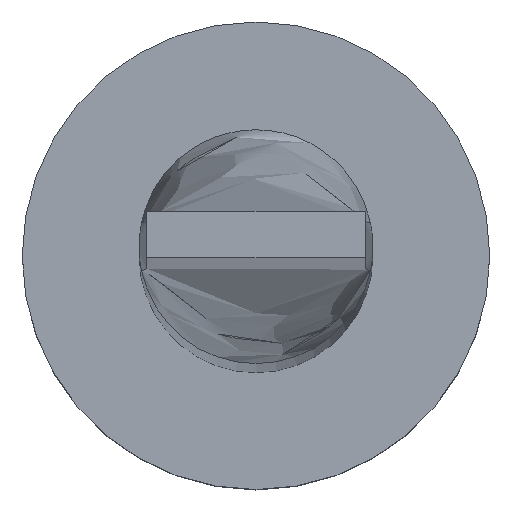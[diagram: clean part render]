
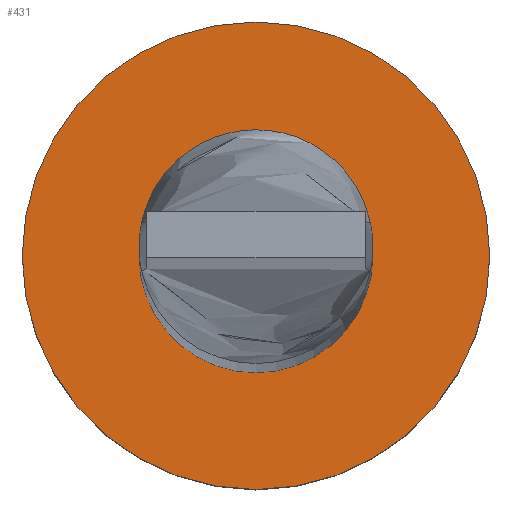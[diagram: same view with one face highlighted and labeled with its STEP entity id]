
A CAD part, top view. The second image highlights one B-rep face of the part: STEP entity #431.
In plain terms, the highlighted planar face has unit normal (0, 0, 1).
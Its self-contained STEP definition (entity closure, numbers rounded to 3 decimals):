
#3 = AXIS2_PLACEMENT_3D ( 'NONE', #159, #293, #203 ) ;
#15 = ORIENTED_EDGE ( 'NONE', *, *, #192, .F. ) ;
#31 = DIRECTION ( 'NONE',  ( 0., 0., 1. ) ) ;
#49 = CIRCLE ( 'NONE', #154, 3. ) ;
#50 = CARTESIAN_POINT ( 'NONE',  ( -3., 0., 3. ) ) ;
#54 = DIRECTION ( 'NONE',  ( 1., 0., 0. ) ) ;
#71 = CARTESIAN_POINT ( 'NONE',  ( 0., 0., 3. ) ) ;
#83 = VERTEX_POINT ( 'NONE', #171 ) ;
#87 = CARTESIAN_POINT ( 'NONE',  ( 0., 0., 3. ) ) ;
#116 = DIRECTION ( 'NONE',  ( 1., 0., 0. ) ) ;
#123 = ORIENTED_EDGE ( 'NONE', *, *, #284, .T. ) ;
#147 = EDGE_LOOP ( 'NONE', ( #123, #260 ) ) ;
#154 = AXIS2_PLACEMENT_3D ( 'NONE', #562, #164, #116 ) ;
#159 = CARTESIAN_POINT ( 'NONE',  ( 0., 0., 3. ) ) ;
#164 = DIRECTION ( 'NONE',  ( 0., 0., 1. ) ) ;
#171 = CARTESIAN_POINT ( 'NONE',  ( 3., 0., 3. ) ) ;
#172 = CIRCLE ( 'NONE', #425, 3. ) ;
#177 = PLANE ( 'NONE',  #230 ) ;
#179 = EDGE_CURVE ( 'NONE', #197, #283, #183, .T. ) ;
#183 = CIRCLE ( 'NONE', #3, 1.5 ) ;
#192 = EDGE_CURVE ( 'NONE', #283, #197, #538, .T. ) ;
#197 = VERTEX_POINT ( 'NONE', #569 ) ;
#203 = DIRECTION ( 'NONE',  ( 1., 0., 0. ) ) ;
#216 = ORIENTED_EDGE ( 'NONE', *, *, #179, .F. ) ;
#223 = FACE_OUTER_BOUND ( 'NONE', #147, .T. ) ;
#227 = DIRECTION ( 'NONE',  ( 0., 0., 1. ) ) ;
#230 = AXIS2_PLACEMENT_3D ( 'NONE', #87, #227, #541 ) ;
#260 = ORIENTED_EDGE ( 'NONE', *, *, #511, .T. ) ;
#266 = FACE_BOUND ( 'NONE', #526, .T. ) ;
#267 = CARTESIAN_POINT ( 'NONE',  ( 0., 0., 3. ) ) ;
#282 = AXIS2_PLACEMENT_3D ( 'NONE', #71, #31, #300 ) ;
#283 = VERTEX_POINT ( 'NONE', #316 ) ;
#284 = EDGE_CURVE ( 'NONE', #414, #83, #172, .T. ) ;
#293 = DIRECTION ( 'NONE',  ( 0., 0., 1. ) ) ;
#300 = DIRECTION ( 'NONE',  ( 1., 0., 0. ) ) ;
#316 = CARTESIAN_POINT ( 'NONE',  ( -1.5, 0., 3. ) ) ;
#405 = DIRECTION ( 'NONE',  ( 0., 0., 1. ) ) ;
#414 = VERTEX_POINT ( 'NONE', #50 ) ;
#425 = AXIS2_PLACEMENT_3D ( 'NONE', #267, #405, #54 ) ;
#431 = ADVANCED_FACE ( 'NONE', ( #266, #223 ), #177, .T. ) ;
#511 = EDGE_CURVE ( 'NONE', #83, #414, #49, .T. ) ;
#526 = EDGE_LOOP ( 'NONE', ( #15, #216 ) ) ;
#538 = CIRCLE ( 'NONE', #282, 1.5 ) ;
#541 = DIRECTION ( 'NONE',  ( 1., 0., 0. ) ) ;
#562 = CARTESIAN_POINT ( 'NONE',  ( 0., 0., 3. ) ) ;
#569 = CARTESIAN_POINT ( 'NONE',  ( 1.5, 0., 3. ) ) ;
